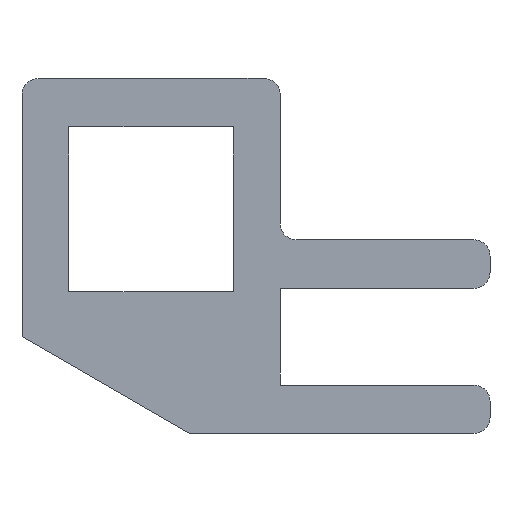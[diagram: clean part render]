
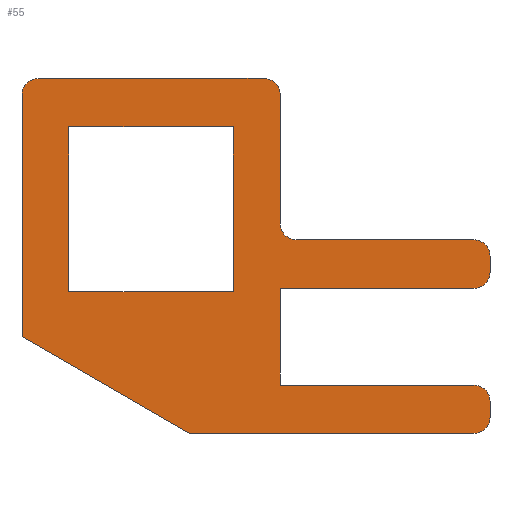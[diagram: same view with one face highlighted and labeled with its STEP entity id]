
A CAD part, left-side view. The second image highlights one B-rep face of the part: STEP entity #55.
In plain terms, the highlighted planar face has unit normal (-1, 0, 0).
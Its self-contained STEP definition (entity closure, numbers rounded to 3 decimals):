
#55=ADVANCED_FACE('',(#135,#137),#139,.T.);
#135=FACE_BOUND('',#136,.T.);
#136=EDGE_LOOP('',(#300,#301,#302,#303,#304,#305,#306,#307,#308,#309,#310,#311,#312,
#313,#314,#315,#316,#317));
#137=FACE_BOUND('',#138,.T.);
#138=EDGE_LOOP('',(#318,#319,#320,#321));
#139=PLANE('',#140);
#140=AXIS2_PLACEMENT_3D('',#141,#142,#143);
#141=CARTESIAN_POINT('',(-10.,14.5,0.));
#142=DIRECTION('',(-1.,0.,0.));
#143=DIRECTION('',(0.,-1.,0.));
#300=ORIENTED_EDGE('',*,*,#434,.F.);
#301=ORIENTED_EDGE('',*,*,#430,.T.);
#302=ORIENTED_EDGE('',*,*,#435,.F.);
#303=ORIENTED_EDGE('',*,*,#436,.T.);
#304=ORIENTED_EDGE('',*,*,#437,.F.);
#305=ORIENTED_EDGE('',*,*,#415,.F.);
#306=ORIENTED_EDGE('',*,*,#432,.T.);
#307=ORIENTED_EDGE('',*,*,#418,.T.);
#308=ORIENTED_EDGE('',*,*,#438,.F.);
#309=ORIENTED_EDGE('',*,*,#439,.F.);
#310=ORIENTED_EDGE('',*,*,#440,.F.);
#311=ORIENTED_EDGE('',*,*,#425,.F.);
#312=ORIENTED_EDGE('',*,*,#441,.F.);
#313=ORIENTED_EDGE('',*,*,#442,.T.);
#314=ORIENTED_EDGE('',*,*,#443,.F.);
#315=ORIENTED_EDGE('',*,*,#444,.F.);
#316=ORIENTED_EDGE('',*,*,#445,.F.);
#317=ORIENTED_EDGE('',*,*,#446,.F.);
#318=ORIENTED_EDGE('',*,*,#447,.T.);
#319=ORIENTED_EDGE('',*,*,#448,.T.);
#320=ORIENTED_EDGE('',*,*,#449,.T.);
#321=ORIENTED_EDGE('',*,*,#450,.T.);
#415=EDGE_CURVE('',#487,#482,#489,.T.);
#418=EDGE_CURVE('',#495,#492,#496,.T.);
#425=EDGE_CURVE('',#507,#503,#509,.T.);
#430=EDGE_CURVE('',#513,#517,#519,.T.);
#432=EDGE_CURVE('',#487,#495,#522,.T.);
#434=EDGE_CURVE('',#513,#524,#525,.F.);
#435=EDGE_CURVE('',#526,#517,#527,.F.);
#436=EDGE_CURVE('',#526,#528,#529,.T.);
#437=EDGE_CURVE('',#482,#528,#530,.F.);
#438=EDGE_CURVE('',#531,#492,#532,.F.);
#439=EDGE_CURVE('',#533,#531,#534,.T.);
#440=EDGE_CURVE('',#503,#533,#535,.F.);
#441=EDGE_CURVE('',#536,#507,#537,.F.);
#442=EDGE_CURVE('',#536,#538,#539,.T.);
#443=EDGE_CURVE('',#540,#538,#541,.F.);
#444=EDGE_CURVE('',#542,#540,#543,.T.);
#445=EDGE_CURVE('',#544,#542,#545,.F.);
#446=EDGE_CURVE('',#524,#544,#546,.T.);
#447=EDGE_CURVE('',#547,#548,#549,.F.);
#448=EDGE_CURVE('',#548,#550,#551,.F.);
#449=EDGE_CURVE('',#550,#552,#553,.F.);
#450=EDGE_CURVE('',#552,#547,#554,.F.);
#482=VERTEX_POINT('',#600);
#487=VERTEX_POINT('',#609);
#489=LINE('',#613,#614);
#492=VERTEX_POINT('',#621);
#495=VERTEX_POINT('',#626);
#496=LINE('',#627,#628);
#503=VERTEX_POINT('',#643);
#507=VERTEX_POINT('',#651);
#509=LINE('',#655,#656);
#513=VERTEX_POINT('',#664);
#517=VERTEX_POINT('',#672);
#519=LINE('',#676,#677);
#522=LINE('',#684,#685);
#524=VERTEX_POINT('',#690);
#525=LINE('',#691,#692);
#526=VERTEX_POINT('',#694);
#527=CIRCLE('',#695,1.);
#528=VERTEX_POINT('',#699);
#529=LINE('',#700,#701);
#530=CIRCLE('',#703,1.);
#531=VERTEX_POINT('',#707);
#532=CIRCLE('',#708,1.);
#533=VERTEX_POINT('',#712);
#534=LINE('',#713,#714);
#535=CIRCLE('',#716,1.);
#536=VERTEX_POINT('',#720);
#537=CIRCLE('',#721,1.);
#538=VERTEX_POINT('',#725);
#539=LINE('',#726,#727);
#540=VERTEX_POINT('',#729);
#541=CIRCLE('',#730,1.);
#542=VERTEX_POINT('',#734);
#543=LINE('',#735,#736);
#544=VERTEX_POINT('',#738);
#545=CIRCLE('',#739,1.);
#546=LINE('',#743,#744);
#547=VERTEX_POINT('',#746);
#548=VERTEX_POINT('',#747);
#549=LINE('',#748,#749);
#550=VERTEX_POINT('',#751);
#551=LINE('',#752,#753);
#552=VERTEX_POINT('',#755);
#553=LINE('',#756,#757);
#554=LINE('',#759,#760);
#600=CARTESIAN_POINT('',(-10.,-13.5,3.));
#609=CARTESIAN_POINT('',(-10.,-1.5,3.));
#613=CARTESIAN_POINT('',(-10.,-1.5,3.));
#614=VECTOR('',#615,1.);
#615=DIRECTION('',(0.,-1.,0.));
#621=CARTESIAN_POINT('',(-10.,-13.5,9.));
#626=CARTESIAN_POINT('',(-10.,-1.5,9.));
#627=CARTESIAN_POINT('',(-10.,-1.5,9.));
#628=VECTOR('',#629,1.);
#629=DIRECTION('',(0.,-1.,0.));
#643=CARTESIAN_POINT('',(-10.,-13.5,12.));
#651=CARTESIAN_POINT('',(-10.,-2.5,12.));
#655=CARTESIAN_POINT('',(-10.,-2.5,12.));
#656=VECTOR('',#657,1.);
#657=DIRECTION('',(0.,-1.,0.));
#664=CARTESIAN_POINT('',(-10.,4.108,0.));
#672=CARTESIAN_POINT('',(-10.,-13.5,0.));
#676=CARTESIAN_POINT('',(-10.,4.108,0.));
#677=VECTOR('',#678,1.);
#678=DIRECTION('',(0.,-1.,0.));
#684=CARTESIAN_POINT('',(-10.,-1.5,3.));
#685=VECTOR('',#686,1.);
#686=DIRECTION('',(0.,0.,1.));
#690=CARTESIAN_POINT('',(-10.,14.5,6.));
#691=CARTESIAN_POINT('',(-10.,14.5,6.));
#692=VECTOR('',#693,1.);
#693=DIRECTION('',(0.,-0.866,-0.5));
#694=CARTESIAN_POINT('',(-10.,-14.5,1.));
#695=AXIS2_PLACEMENT_3D('',#696,#697,#698);
#696=CARTESIAN_POINT('',(-10.,-13.5,1.));
#697=DIRECTION('',(-1.,0.,0.));
#698=DIRECTION('',(0.,0.,-1.));
#699=CARTESIAN_POINT('',(-10.,-14.5,2.));
#700=CARTESIAN_POINT('',(-10.,-14.5,1.));
#701=VECTOR('',#702,1.);
#702=DIRECTION('',(0.,0.,1.));
#703=AXIS2_PLACEMENT_3D('',#704,#705,#706);
#704=CARTESIAN_POINT('',(-10.,-13.5,2.));
#705=DIRECTION('',(-1.,0.,0.));
#706=DIRECTION('',(0.,-1.,0.));
#707=CARTESIAN_POINT('',(-10.,-14.5,10.));
#708=AXIS2_PLACEMENT_3D('',#709,#710,#711);
#709=CARTESIAN_POINT('',(-10.,-13.5,10.));
#710=DIRECTION('',(-1.,0.,0.));
#711=DIRECTION('',(0.,0.,-1.));
#712=CARTESIAN_POINT('',(-10.,-14.5,11.));
#713=CARTESIAN_POINT('',(-10.,-14.5,11.));
#714=VECTOR('',#715,1.);
#715=DIRECTION('',(0.,0.,-1.));
#716=AXIS2_PLACEMENT_3D('',#717,#718,#719);
#717=CARTESIAN_POINT('',(-10.,-13.5,11.));
#718=DIRECTION('',(-1.,0.,0.));
#719=DIRECTION('',(0.,-1.,0.));
#720=CARTESIAN_POINT('',(-10.,-1.5,13.));
#721=AXIS2_PLACEMENT_3D('',#722,#723,#724);
#722=CARTESIAN_POINT('',(-10.,-2.5,13.));
#723=DIRECTION('',(1.,0.,0.));
#724=DIRECTION('',(0.,0.,-1.));
#725=CARTESIAN_POINT('',(-10.,-1.5,21.));
#726=CARTESIAN_POINT('',(-10.,-1.5,13.));
#727=VECTOR('',#728,1.);
#728=DIRECTION('',(0.,0.,1.));
#729=CARTESIAN_POINT('',(-10.,-0.5,22.));
#730=AXIS2_PLACEMENT_3D('',#731,#732,#733);
#731=CARTESIAN_POINT('',(-10.,-0.5,21.));
#732=DIRECTION('',(-1.,0.,0.));
#733=DIRECTION('',(0.,-1.,0.));
#734=CARTESIAN_POINT('',(-10.,13.5,22.));
#735=CARTESIAN_POINT('',(-10.,13.5,22.));
#736=VECTOR('',#737,1.);
#737=DIRECTION('',(0.,-1.,0.));
#738=CARTESIAN_POINT('',(-10.,14.5,21.));
#739=AXIS2_PLACEMENT_3D('',#740,#741,#742);
#740=CARTESIAN_POINT('',(-10.,13.5,21.));
#741=DIRECTION('',(-1.,0.,0.));
#742=DIRECTION('',(0.,0.,1.));
#743=CARTESIAN_POINT('',(-10.,14.5,6.));
#744=VECTOR('',#745,1.);
#745=DIRECTION('',(0.,0.,1.));
#746=CARTESIAN_POINT('',(-10.,11.6,19.));
#747=CARTESIAN_POINT('',(-10.,1.4,19.));
#748=CARTESIAN_POINT('',(-10.,1.4,19.));
#749=VECTOR('',#750,1.);
#750=DIRECTION('',(0.,1.,0.));
#751=CARTESIAN_POINT('',(-10.,1.4,8.8));
#752=CARTESIAN_POINT('',(-10.,1.4,8.8));
#753=VECTOR('',#754,1.);
#754=DIRECTION('',(0.,0.,1.));
#755=CARTESIAN_POINT('',(-10.,11.6,8.8));
#756=CARTESIAN_POINT('',(-10.,11.6,8.8));
#757=VECTOR('',#758,1.);
#758=DIRECTION('',(0.,-1.,0.));
#759=CARTESIAN_POINT('',(-10.,11.6,19.));
#760=VECTOR('',#761,1.);
#761=DIRECTION('',(0.,0.,-1.));
